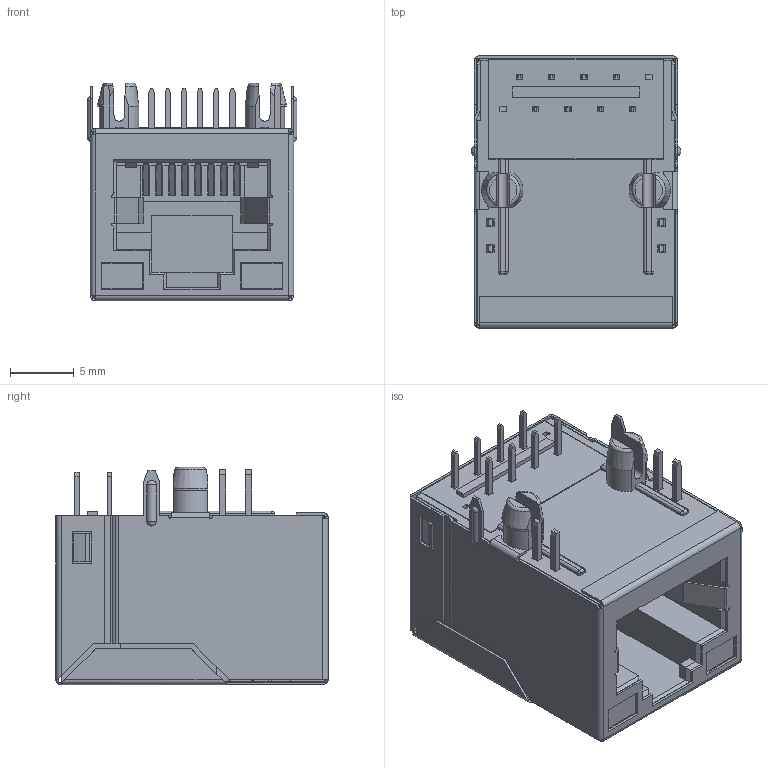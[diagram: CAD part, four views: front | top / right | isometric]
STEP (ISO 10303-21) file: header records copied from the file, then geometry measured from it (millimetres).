
FILE_DESCRIPTION((''),'2;1');
FILE_NAME('ASSEMLY_03_ASM_1_ASM_1_ASM_1_ASM','2020-07-21T15:28:39',('Administrator'),(''),'CREO PARAMETRIC BY PTC INC, 2018400','CREO PARAMETRIC BY PTC INC, 2018400','');
FILE_SCHEMA(('CONFIG_CONTROL_DESIGN'));
Length unit declared in the file: millimetre
Products named in the file (23): LED_03_01_1_1_1; NEIKE_03_01_1_1_1; LED_03_02_1_1_1; NEIJIA_03_1_1_1_1; NEIJIA_03_2_1_1_1; NEIJIA_03_3_1_1_1; NEIJIA_03_4_1_1_1; NEIJIA_03_5_1_1_1; NEIJIA_03_6_1_1_1; NEIJIA_03_9_1_1_1; NEIJIA_03_10_1_1_1; NEIJIA_03_11_1_1_1; NEIJIA_03_12_1_1_1; NEIJIA_03_13_1_1_1; NEIJIA_03_14_1_1_1; NEIJIA_03_15_1_1_1; NEIJIA_03_16_1_1_1; NEIJIA_03_17_1_1_1; NEIJIA_03_18_1_1_1; NEIJIA_03_19_1_1_1; NEIJIA_03_ASM_1_ASM_1_ASM_1_ASM; WAIKE_03_04_1_1_1; ASSEMLY_03_ASM_1_ASM_1_ASM_1_ASM
Assembly tree (22 placements, depth 3):
  ASSEMLY_03_ASM_1_ASM_1_ASM_1_ASM
    LED_03_01_1_1_1
    NEIKE_03_01_1_1_1
    LED_03_02_1_1_1
    NEIJIA_03_ASM_1_ASM_1_ASM_1_ASM
      NEIJIA_03_1_1_1_1
      NEIJIA_03_2_1_1_1
      NEIJIA_03_3_1_1_1
      NEIJIA_03_4_1_1_1
      NEIJIA_03_5_1_1_1
      NEIJIA_03_6_1_1_1
      NEIJIA_03_9_1_1_1
      NEIJIA_03_10_1_1_1
      NEIJIA_03_11_1_1_1
      NEIJIA_03_12_1_1_1
      NEIJIA_03_13_1_1_1
      NEIJIA_03_14_1_1_1
      NEIJIA_03_15_1_1_1
      NEIJIA_03_16_1_1_1
      NEIJIA_03_17_1_1_1
      NEIJIA_03_18_1_1_1
      NEIJIA_03_19_1_1_1
    WAIKE_03_04_1_1_1
Bounding box: 16.45 x 21.35 x 17.05 mm (x, y, z)
Volume: 1914.9 mm3; surface area: 7004.6 mm2
Topology: 21 solids, 21 shells, 1069 faces, 3084 edges, 2042 vertices
Faces by surface type: plane 889, cylinder 160, sphere 12, cone 4, torus 4
Entity records: 35562 total; most frequent: CARTESIAN_POINT 6635, ORIENTED_EDGE 6152, DIRECTION 5642, EDGE_CURVE 3076, VECTOR 2632, LINE 2632, VERTEX_POINT 2042, AXIS2_PLACEMENT_3D 1505
